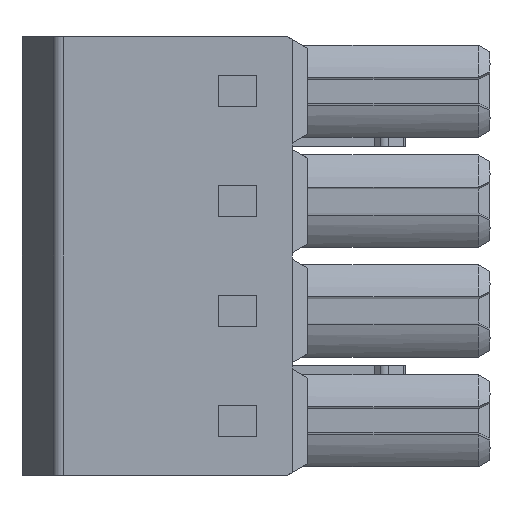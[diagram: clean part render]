
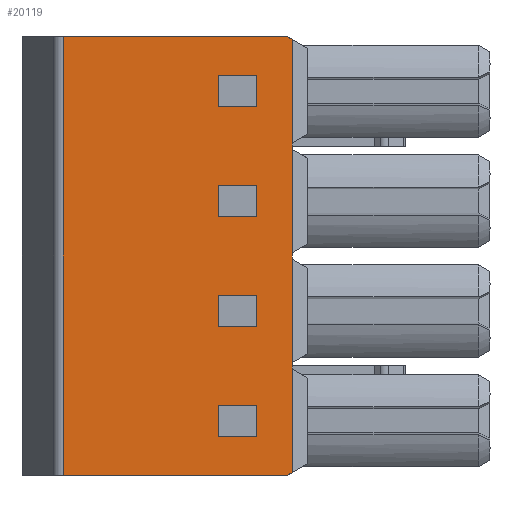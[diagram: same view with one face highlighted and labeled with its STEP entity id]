
A CAD part, front view. The second image highlights one B-rep face of the part: STEP entity #20119.
In plain terms, the highlighted planar face has unit normal (0, -1, 0).
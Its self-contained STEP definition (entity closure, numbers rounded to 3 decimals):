
#858=VERTEX_POINT('',#27975);
#859=VERTEX_POINT('',#27976);
#893=VERTEX_POINT('',#28045);
#894=VERTEX_POINT('',#28047);
#1381=VERTEX_POINT('',#29114);
#1401=VERTEX_POINT('',#29177);
#1402=VERTEX_POINT('',#29178);
#1403=VERTEX_POINT('',#29180);
#1404=VERTEX_POINT('',#29182);
#1405=VERTEX_POINT('',#29185);
#1406=VERTEX_POINT('',#29186);
#1407=VERTEX_POINT('',#29188);
#1408=VERTEX_POINT('',#29190);
#1409=VERTEX_POINT('',#29193);
#1410=VERTEX_POINT('',#29194);
#1411=VERTEX_POINT('',#29196);
#1412=VERTEX_POINT('',#29198);
#1413=VERTEX_POINT('',#29201);
#1414=VERTEX_POINT('',#29202);
#1415=VERTEX_POINT('',#29204);
#1416=VERTEX_POINT('',#29206);
#1417=VERTEX_POINT('',#29209);
#1418=VERTEX_POINT('',#29210);
#1419=VERTEX_POINT('',#29212);
#1420=VERTEX_POINT('',#29214);
#1421=VERTEX_POINT('',#29216);
#1422=VERTEX_POINT('',#29218);
#1423=VERTEX_POINT('',#29220);
#2913=VECTOR('',#22908,1.);
#2935=VECTOR('',#22957,1.);
#3407=VECTOR('',#23584,1.);
#3429=VECTOR('',#23616,1.);
#3430=VECTOR('',#23617,1.);
#3431=VECTOR('',#23618,1.);
#3432=VECTOR('',#23619,1.);
#3433=VECTOR('',#23620,1.);
#3434=VECTOR('',#23621,1.);
#3435=VECTOR('',#23622,1.);
#3436=VECTOR('',#23623,1.);
#3437=VECTOR('',#23624,1.);
#3438=VECTOR('',#23625,1.);
#3439=VECTOR('',#23626,1.);
#3440=VECTOR('',#23627,1.);
#3441=VECTOR('',#23628,1.);
#3442=VECTOR('',#23629,1.);
#3443=VECTOR('',#23630,1.);
#3444=VECTOR('',#23631,1.);
#3445=VECTOR('',#23632,1.);
#3446=VECTOR('',#23633,1.);
#3447=VECTOR('',#23634,1.);
#3448=VECTOR('',#23635,1.);
#3449=VECTOR('',#23636,1.);
#3450=VECTOR('',#23637,1.);
#3451=VECTOR('',#23638,1.);
#3452=VECTOR('',#23639,1.);
#3453=VECTOR('',#23640,1.);
#5528=LINE('',#27974,#2913);
#5550=LINE('',#28046,#2935);
#6022=LINE('',#29113,#3407);
#6044=LINE('',#29176,#3429);
#6045=LINE('',#29179,#3430);
#6046=LINE('',#29181,#3431);
#6047=LINE('',#29183,#3432);
#6048=LINE('',#29184,#3433);
#6049=LINE('',#29187,#3434);
#6050=LINE('',#29189,#3435);
#6051=LINE('',#29191,#3436);
#6052=LINE('',#29192,#3437);
#6053=LINE('',#29195,#3438);
#6054=LINE('',#29197,#3439);
#6055=LINE('',#29199,#3440);
#6056=LINE('',#29200,#3441);
#6057=LINE('',#29203,#3442);
#6058=LINE('',#29205,#3443);
#6059=LINE('',#29207,#3444);
#6060=LINE('',#29208,#3445);
#6061=LINE('',#29211,#3446);
#6062=LINE('',#29213,#3447);
#6063=LINE('',#29215,#3448);
#6064=LINE('',#29217,#3449);
#6065=LINE('',#29219,#3450);
#6066=LINE('',#29221,#3451);
#6067=LINE('',#29222,#3452);
#6068=LINE('',#29223,#3453);
#8143=EDGE_CURVE('',#858,#859,#5528,.T.);
#8178=EDGE_CURVE('',#893,#894,#5550,.T.);
#8705=EDGE_CURVE('',#894,#1381,#6022,.T.);
#8730=EDGE_CURVE('',#1401,#1402,#6044,.T.);
#8731=EDGE_CURVE('',#1403,#1401,#6045,.T.);
#8732=EDGE_CURVE('',#1404,#1403,#6046,.T.);
#8733=EDGE_CURVE('',#1404,#1402,#6047,.T.);
#8734=EDGE_CURVE('',#1405,#1406,#6048,.T.);
#8735=EDGE_CURVE('',#1407,#1406,#6049,.T.);
#8736=EDGE_CURVE('',#1407,#1408,#6050,.T.);
#8737=EDGE_CURVE('',#1408,#1405,#6051,.T.);
#8738=EDGE_CURVE('',#1409,#1410,#6052,.T.);
#8739=EDGE_CURVE('',#1409,#1411,#6053,.T.);
#8740=EDGE_CURVE('',#1412,#1411,#6054,.T.);
#8741=EDGE_CURVE('',#1410,#1412,#6055,.T.);
#8742=EDGE_CURVE('',#1413,#1414,#6056,.T.);
#8743=EDGE_CURVE('',#1415,#1414,#6057,.T.);
#8744=EDGE_CURVE('',#1416,#1415,#6058,.T.);
#8745=EDGE_CURVE('',#1416,#1413,#6059,.T.);
#8746=EDGE_CURVE('',#1417,#1418,#6060,.T.);
#8747=EDGE_CURVE('',#1419,#1417,#6061,.T.);
#8748=EDGE_CURVE('',#1420,#1419,#6062,.T.);
#8749=EDGE_CURVE('',#1420,#1421,#6063,.T.);
#8750=EDGE_CURVE('',#1422,#1421,#6064,.T.);
#8751=EDGE_CURVE('',#1422,#1423,#6065,.T.);
#8752=EDGE_CURVE('',#1423,#1381,#6066,.T.);
#8753=EDGE_CURVE('',#858,#893,#6067,.T.);
#8754=EDGE_CURVE('',#1418,#859,#6068,.T.);
#11985=ORIENTED_EDGE('',*,*,#8730,.F.);
#11986=ORIENTED_EDGE('',*,*,#8731,.F.);
#11987=ORIENTED_EDGE('',*,*,#8732,.F.);
#11988=ORIENTED_EDGE('',*,*,#8733,.T.);
#11989=ORIENTED_EDGE('',*,*,#8734,.T.);
#11990=ORIENTED_EDGE('',*,*,#8735,.F.);
#11991=ORIENTED_EDGE('',*,*,#8736,.T.);
#11992=ORIENTED_EDGE('',*,*,#8737,.T.);
#11993=ORIENTED_EDGE('',*,*,#8738,.F.);
#11994=ORIENTED_EDGE('',*,*,#8739,.T.);
#11995=ORIENTED_EDGE('',*,*,#8740,.F.);
#11996=ORIENTED_EDGE('',*,*,#8741,.F.);
#11997=ORIENTED_EDGE('',*,*,#8742,.T.);
#11998=ORIENTED_EDGE('',*,*,#8743,.F.);
#11999=ORIENTED_EDGE('',*,*,#8744,.F.);
#12000=ORIENTED_EDGE('',*,*,#8745,.T.);
#12001=ORIENTED_EDGE('',*,*,#8746,.F.);
#12002=ORIENTED_EDGE('',*,*,#8747,.F.);
#12003=ORIENTED_EDGE('',*,*,#8748,.F.);
#12004=ORIENTED_EDGE('',*,*,#8749,.T.);
#12005=ORIENTED_EDGE('',*,*,#8750,.F.);
#12006=ORIENTED_EDGE('',*,*,#8751,.T.);
#12007=ORIENTED_EDGE('',*,*,#8752,.T.);
#12008=ORIENTED_EDGE('',*,*,#8705,.F.);
#12009=ORIENTED_EDGE('',*,*,#8178,.F.);
#12010=ORIENTED_EDGE('',*,*,#8753,.F.);
#12011=ORIENTED_EDGE('',*,*,#8143,.T.);
#12012=ORIENTED_EDGE('',*,*,#8754,.F.);
#17702=EDGE_LOOP('',(#11985,#11986,#11987,#11988));
#17703=EDGE_LOOP('',(#11989,#11990,#11991,#11992));
#17704=EDGE_LOOP('',(#11993,#11994,#11995,#11996));
#17705=EDGE_LOOP('',(#11997,#11998,#11999,#12000));
#17706=EDGE_LOOP('',(#12001,#12002,#12003,#12004,#12005,#12006,#12007,#12008,
#12009,#12010,#12011,#12012));
#18923=FACE_BOUND('',#17702,.T.);
#18924=FACE_BOUND('',#17703,.T.);
#18925=FACE_BOUND('',#17704,.T.);
#18926=FACE_BOUND('',#17705,.T.);
#18927=FACE_BOUND('',#17706,.T.);
#20119=ADVANCED_FACE('',(#18923,#18924,#18925,#18926,#18927),#34776,.F.);
#21349=AXIS2_PLACEMENT_3D('',#29175,#23615,$);
#22908=DIRECTION('',(1.,0.,0.));
#22957=DIRECTION('',(1.,0.,0.));
#23584=DIRECTION('',(0.866,0.,-0.5));
#23615=DIRECTION('',(0.,1.,0.));
#23616=DIRECTION('',(0.,0.,1.));
#23617=DIRECTION('',(1.,0.,0.));
#23618=DIRECTION('',(0.,0.,-1.));
#23619=DIRECTION('',(1.,0.,0.));
#23620=DIRECTION('',(0.,0.,-1.));
#23621=DIRECTION('',(1.,0.,0.));
#23622=DIRECTION('',(0.,0.,1.));
#23623=DIRECTION('',(1.,0.,0.));
#23624=DIRECTION('',(0.,0.,-1.));
#23625=DIRECTION('',(1.,0.,0.));
#23626=DIRECTION('',(0.,0.,1.));
#23627=DIRECTION('',(1.,0.,0.));
#23628=DIRECTION('',(0.,0.,-1.));
#23629=DIRECTION('',(1.,0.,0.));
#23630=DIRECTION('',(0.,0.,-1.));
#23631=DIRECTION('',(1.,0.,0.));
#23632=DIRECTION('',(0.,0.,-1.));
#23633=DIRECTION('',(0.,0.,-1.));
#23634=DIRECTION('',(0.,0.,-1.));
#23635=DIRECTION('',(0.,0.,1.));
#23636=DIRECTION('',(0.,0.,-1.));
#23637=DIRECTION('',(0.,0.,1.));
#23638=DIRECTION('',(0.,0.,1.));
#23639=DIRECTION('',(0.,0.,1.));
#23640=DIRECTION('',(-0.866,0.,-0.5));
#27974=CARTESIAN_POINT('',(19.256,-1.142,-2.842));
#27975=CARTESIAN_POINT('',(19.256,-1.142,-2.842));
#27976=CARTESIAN_POINT('',(29.464,-1.142,-2.842));
#28045=CARTESIAN_POINT('',(19.256,-1.142,17.108));
#28046=CARTESIAN_POINT('',(19.256,-1.142,17.108));
#28047=CARTESIAN_POINT('',(29.464,-1.142,17.108));
#29113=CARTESIAN_POINT('',(29.464,-1.142,17.108));
#29114=CARTESIAN_POINT('',(29.68,-1.142,16.983));
#29175=CARTESIAN_POINT('',(29.33,-1.142,9.633));
#29176=CARTESIAN_POINT('',(28.046,-1.142,3.917));
#29177=CARTESIAN_POINT('',(28.046,-1.142,3.917));
#29178=CARTESIAN_POINT('',(28.046,-1.142,5.348));
#29179=CARTESIAN_POINT('',(26.315,-1.142,3.917));
#29180=CARTESIAN_POINT('',(26.315,-1.142,3.917));
#29181=CARTESIAN_POINT('',(26.315,-1.142,5.348));
#29182=CARTESIAN_POINT('',(26.315,-1.142,5.348));
#29183=CARTESIAN_POINT('',(26.315,-1.142,5.348));
#29184=CARTESIAN_POINT('',(28.046,-1.142,0.348));
#29185=CARTESIAN_POINT('',(28.046,-1.142,0.348));
#29186=CARTESIAN_POINT('',(28.046,-1.142,-1.083));
#29187=CARTESIAN_POINT('',(26.315,-1.142,-1.083));
#29188=CARTESIAN_POINT('',(26.315,-1.142,-1.083));
#29189=CARTESIAN_POINT('',(26.315,-1.142,-1.083));
#29190=CARTESIAN_POINT('',(26.315,-1.142,0.348));
#29191=CARTESIAN_POINT('',(26.315,-1.142,0.348));
#29192=CARTESIAN_POINT('',(26.315,-1.142,15.348));
#29193=CARTESIAN_POINT('',(26.315,-1.142,15.348));
#29194=CARTESIAN_POINT('',(26.315,-1.142,13.917));
#29195=CARTESIAN_POINT('',(26.315,-1.142,15.348));
#29196=CARTESIAN_POINT('',(28.046,-1.142,15.348));
#29197=CARTESIAN_POINT('',(28.046,-1.142,13.917));
#29198=CARTESIAN_POINT('',(28.046,-1.142,13.917));
#29199=CARTESIAN_POINT('',(26.315,-1.142,13.917));
#29200=CARTESIAN_POINT('',(28.046,-1.142,10.348));
#29201=CARTESIAN_POINT('',(28.046,-1.142,10.348));
#29202=CARTESIAN_POINT('',(28.046,-1.142,8.917));
#29203=CARTESIAN_POINT('',(26.315,-1.142,8.917));
#29204=CARTESIAN_POINT('',(26.315,-1.142,8.917));
#29205=CARTESIAN_POINT('',(26.315,-1.142,10.348));
#29206=CARTESIAN_POINT('',(26.315,-1.142,10.348));
#29207=CARTESIAN_POINT('',(26.315,-1.142,10.348));
#29208=CARTESIAN_POINT('',(29.68,-1.142,1.983));
#29209=CARTESIAN_POINT('',(29.68,-1.142,1.983));
#29210=CARTESIAN_POINT('',(29.68,-1.142,-2.717));
#29211=CARTESIAN_POINT('',(29.68,-1.142,2.283));
#29212=CARTESIAN_POINT('',(29.68,-1.142,2.283));
#29213=CARTESIAN_POINT('',(29.68,-1.142,6.983));
#29214=CARTESIAN_POINT('',(29.68,-1.142,6.983));
#29215=CARTESIAN_POINT('',(29.68,-1.142,6.983));
#29216=CARTESIAN_POINT('',(29.68,-1.142,7.283));
#29217=CARTESIAN_POINT('',(29.68,-1.142,11.983));
#29218=CARTESIAN_POINT('',(29.68,-1.142,11.983));
#29219=CARTESIAN_POINT('',(29.68,-1.142,11.983));
#29220=CARTESIAN_POINT('',(29.68,-1.142,12.283));
#29221=CARTESIAN_POINT('',(29.68,-1.142,12.283));
#29222=CARTESIAN_POINT('',(19.256,-1.142,-2.842));
#29223=CARTESIAN_POINT('',(29.68,-1.142,-2.717));
#34776=PLANE('',#21349);
